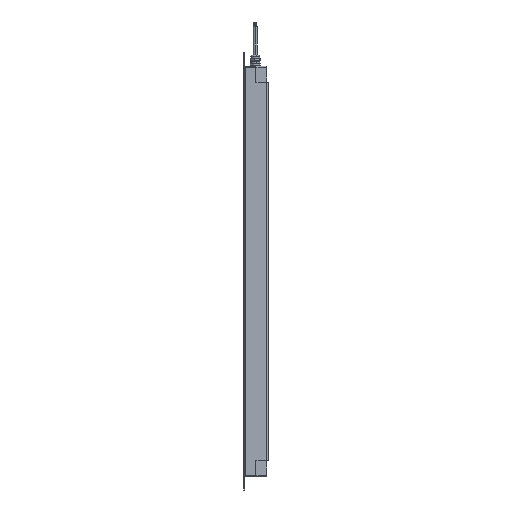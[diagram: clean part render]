
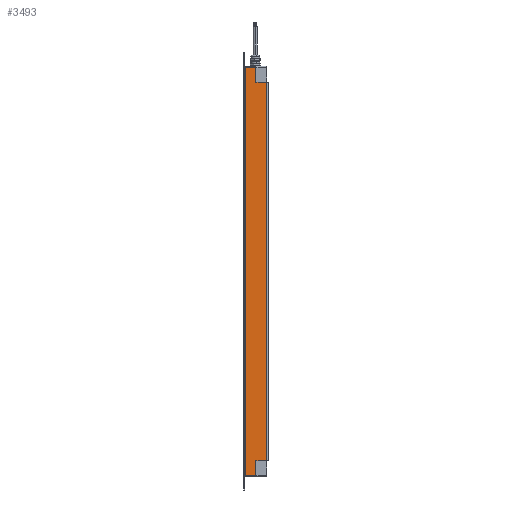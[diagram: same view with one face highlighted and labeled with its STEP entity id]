
A CAD part, left-side view. The second image highlights one B-rep face of the part: STEP entity #3493.
In plain terms, the highlighted planar face has unit normal (-1, 0, 0).
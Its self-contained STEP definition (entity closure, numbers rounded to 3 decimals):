
#949 = ORIENTED_EDGE ( 'NONE', *, *, #2850, .T. ) ;
#1332 = VECTOR ( 'NONE', #15086, 1000. ) ;
#2428 = VECTOR ( 'NONE', #11163, 1000. ) ;
#2850 = EDGE_CURVE ( 'NONE', #35347, #32731, #11692, .T. ) ;
#3493 = ADVANCED_FACE ( 'NONE', ( #12487 ), #23135, .F. ) ;
#3914 = EDGE_CURVE ( 'NONE', #6491, #14099, #7745, .T. ) ;
#3956 = DIRECTION ( 'NONE',  ( 0., 1., 0. ) ) ;
#5270 = VECTOR ( 'NONE', #3956, 1000. ) ;
#6491 = VERTEX_POINT ( 'NONE', #19692 ) ;
#6605 = DIRECTION ( 'NONE',  ( 0., 0., 1. ) ) ;
#6703 = DIRECTION ( 'NONE',  ( 1., 0., 0. ) ) ;
#6917 = LINE ( 'NONE', #26594, #33750 ) ;
#6998 = CARTESIAN_POINT ( 'NONE',  ( -49.876, 16.556, -550. ) ) ;
#7349 = EDGE_CURVE ( 'NONE', #8687, #6491, #33649, .T. ) ;
#7745 = LINE ( 'NONE', #35188, #28095 ) ;
#7912 = DIRECTION ( 'NONE',  ( 0., 0., 1. ) ) ;
#8687 = VERTEX_POINT ( 'NONE', #12515 ) ;
#10815 = CARTESIAN_POINT ( 'NONE',  ( -49.876, -1.944, -550. ) ) ;
#10911 = CARTESIAN_POINT ( 'NONE',  ( -49.876, 16.556, 163. ) ) ;
#11163 = DIRECTION ( 'NONE',  ( 0., 0., 1. ) ) ;
#11359 = CARTESIAN_POINT ( 'NONE',  ( -49.876, 16.556, -387. ) ) ;
#11692 = LINE ( 'NONE', #30455, #2428 ) ;
#12143 = VECTOR ( 'NONE', #28574, 1000. ) ;
#12192 = LINE ( 'NONE', #11359, #1332 ) ;
#12487 = FACE_OUTER_BOUND ( 'NONE', #32284, .T. ) ;
#12515 = CARTESIAN_POINT ( 'NONE',  ( -49.876, -20.944, 136.5 ) ) ;
#13448 = EDGE_CURVE ( 'NONE', #35347, #19900, #26517, .T. ) ;
#13463 = ORIENTED_EDGE ( 'NONE', *, *, #23316, .F. ) ;
#13905 = VERTEX_POINT ( 'NONE', #24122 ) ;
#14099 = VERTEX_POINT ( 'NONE', #14842 ) ;
#14681 = CARTESIAN_POINT ( 'NONE',  ( -49.876, -1.667, 136.5 ) ) ;
#14842 = CARTESIAN_POINT ( 'NONE',  ( -49.876, -1.944, 163. ) ) ;
#15086 = DIRECTION ( 'NONE',  ( 0., 0., -1. ) ) ;
#15425 = AXIS2_PLACEMENT_3D ( 'NONE', #31448, #6703, #17713 ) ;
#16666 = DIRECTION ( 'NONE',  ( 0., -1., 0. ) ) ;
#17678 = CARTESIAN_POINT ( 'NONE',  ( -49.876, -1.944, -550. ) ) ;
#17713 = DIRECTION ( 'NONE',  ( 0., -1., 0. ) ) ;
#19440 = ORIENTED_EDGE ( 'NONE', *, *, #7349, .T. ) ;
#19692 = CARTESIAN_POINT ( 'NONE',  ( -49.876, -1.944, 136.5 ) ) ;
#19900 = VERTEX_POINT ( 'NONE', #6998 ) ;
#20327 = LINE ( 'NONE', #32054, #31609 ) ;
#21284 = EDGE_CURVE ( 'NONE', #13905, #19900, #12192, .T. ) ;
#23135 = PLANE ( 'NONE',  #15425 ) ;
#23316 = EDGE_CURVE ( 'NONE', #13905, #14099, #30407, .T. ) ;
#23529 = DIRECTION ( 'NONE',  ( 0., -1., 0. ) ) ;
#23599 = EDGE_CURVE ( 'NONE', #32731, #27078, #6917, .T. ) ;
#24122 = CARTESIAN_POINT ( 'NONE',  ( -49.876, 16.556, 163. ) ) ;
#25948 = CARTESIAN_POINT ( 'NONE',  ( -49.876, -20.944, -523.5 ) ) ;
#26517 = LINE ( 'NONE', #17678, #5270 ) ;
#26594 = CARTESIAN_POINT ( 'NONE',  ( -49.876, -11.667, -523.5 ) ) ;
#26757 = ORIENTED_EDGE ( 'NONE', *, *, #3914, .T. ) ;
#27078 = VERTEX_POINT ( 'NONE', #25948 ) ;
#27478 = EDGE_CURVE ( 'NONE', #27078, #8687, #20327, .T. ) ;
#28095 = VECTOR ( 'NONE', #7912, 1000. ) ;
#28570 = CARTESIAN_POINT ( 'NONE',  ( -49.876, -1.944, -523.5 ) ) ;
#28574 = DIRECTION ( 'NONE',  ( 0., 1., 0. ) ) ;
#28694 = ORIENTED_EDGE ( 'NONE', *, *, #21284, .T. ) ;
#30407 = LINE ( 'NONE', #10911, #34663 ) ;
#30455 = CARTESIAN_POINT ( 'NONE',  ( -49.876, -1.944, -455.25 ) ) ;
#31448 = CARTESIAN_POINT ( 'NONE',  ( -49.876, -1.39, -387. ) ) ;
#31609 = VECTOR ( 'NONE', #6605, 1000. ) ;
#32054 = CARTESIAN_POINT ( 'NONE',  ( -49.876, -20.944, -455.25 ) ) ;
#32284 = EDGE_LOOP ( 'NONE', ( #33267, #19440, #26757, #13463, #28694, #35217, #949, #34402 ) ) ;
#32731 = VERTEX_POINT ( 'NONE', #28570 ) ;
#33267 = ORIENTED_EDGE ( 'NONE', *, *, #27478, .T. ) ;
#33649 = LINE ( 'NONE', #14681, #12143 ) ;
#33750 = VECTOR ( 'NONE', #23529, 1000. ) ;
#34402 = ORIENTED_EDGE ( 'NONE', *, *, #23599, .T. ) ;
#34663 = VECTOR ( 'NONE', #16666, 1000. ) ;
#35188 = CARTESIAN_POINT ( 'NONE',  ( -49.876, -1.944, 80.75 ) ) ;
#35217 = ORIENTED_EDGE ( 'NONE', *, *, #13448, .F. ) ;
#35347 = VERTEX_POINT ( 'NONE', #10815 ) ;
